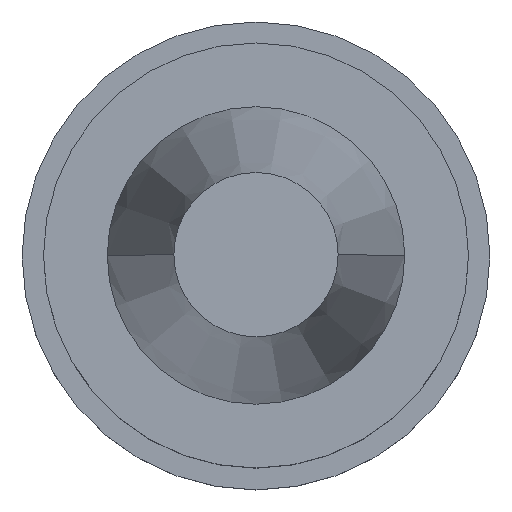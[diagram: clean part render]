
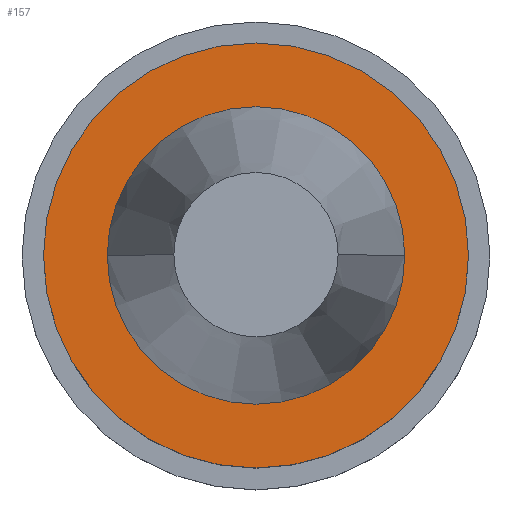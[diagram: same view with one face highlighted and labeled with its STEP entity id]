
A CAD part, top view. The second image highlights one B-rep face of the part: STEP entity #157.
In plain terms, the highlighted planar face has unit normal (0, 0, 1).
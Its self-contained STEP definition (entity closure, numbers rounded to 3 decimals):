
#10 = DIRECTION ( 'NONE',  ( 0., 0., 1. ) ) ;
#37 = CARTESIAN_POINT ( 'NONE',  ( 0., 0., -1. ) ) ;
#48 = AXIS2_PLACEMENT_3D ( 'NONE', #124, #686, #210 ) ;
#87 = CIRCLE ( 'NONE', #443, 22.225 ) ;
#112 = FACE_BOUND ( 'NONE', #303, .T. ) ;
#124 = CARTESIAN_POINT ( 'NONE',  ( 0., 31.75, -1. ) ) ;
#157 = ADVANCED_FACE ( 'NONE', ( #112, #690 ), #876, .F. ) ;
#165 = CARTESIAN_POINT ( 'NONE',  ( 0., 0., -1. ) ) ;
#208 = EDGE_CURVE ( 'NONE', #806, #953, #680, .T. ) ;
#210 = DIRECTION ( 'NONE',  ( -1., 0., 0. ) ) ;
#261 = EDGE_CURVE ( 'NONE', #694, #442, #271, .T. ) ;
#271 = CIRCLE ( 'NONE', #885, 22.225 ) ;
#274 = DIRECTION ( 'NONE',  ( 0., 0., 1. ) ) ;
#303 = EDGE_LOOP ( 'NONE', ( #391, #471 ) ) ;
#391 = ORIENTED_EDGE ( 'NONE', *, *, #261, .F. ) ;
#442 = VERTEX_POINT ( 'NONE', #467 ) ;
#443 = AXIS2_PLACEMENT_3D ( 'NONE', #165, #493, #829 ) ;
#462 = EDGE_CURVE ( 'NONE', #442, #694, #87, .T. ) ;
#467 = CARTESIAN_POINT ( 'NONE',  ( -22.225, 0., -1. ) ) ;
#471 = ORIENTED_EDGE ( 'NONE', *, *, #462, .F. ) ;
#493 = DIRECTION ( 'NONE',  ( 0., 0., 1. ) ) ;
#680 = CIRCLE ( 'NONE', #848, 31.75 ) ;
#686 = DIRECTION ( 'NONE',  ( 0., 0., -1. ) ) ;
#690 = FACE_OUTER_BOUND ( 'NONE', #995, .T. ) ;
#694 = VERTEX_POINT ( 'NONE', #715 ) ;
#715 = CARTESIAN_POINT ( 'NONE',  ( 22.225, 0., -1. ) ) ;
#733 = CARTESIAN_POINT ( 'NONE',  ( 31.75, 0., -1. ) ) ;
#740 = CIRCLE ( 'NONE', #890, 31.75 ) ;
#766 = CARTESIAN_POINT ( 'NONE',  ( 0., 0., -1. ) ) ;
#800 = EDGE_CURVE ( 'NONE', #953, #806, #740, .T. ) ;
#806 = VERTEX_POINT ( 'NONE', #733 ) ;
#829 = DIRECTION ( 'NONE',  ( 1., 0., 0. ) ) ;
#848 = AXIS2_PLACEMENT_3D ( 'NONE', #37, #944, #1029 ) ;
#863 = CARTESIAN_POINT ( 'NONE',  ( 0., 0., -1. ) ) ;
#864 = DIRECTION ( 'NONE',  ( 1., 0., 0. ) ) ;
#873 = ORIENTED_EDGE ( 'NONE', *, *, #208, .T. ) ;
#876 = PLANE ( 'NONE',  #48 ) ;
#885 = AXIS2_PLACEMENT_3D ( 'NONE', #766, #274, #864 ) ;
#890 = AXIS2_PLACEMENT_3D ( 'NONE', #863, #10, #1009 ) ;
#944 = DIRECTION ( 'NONE',  ( 0., 0., 1. ) ) ;
#953 = VERTEX_POINT ( 'NONE', #1081 ) ;
#995 = EDGE_LOOP ( 'NONE', ( #873, #1035 ) ) ;
#1009 = DIRECTION ( 'NONE',  ( 1., 0., 0. ) ) ;
#1029 = DIRECTION ( 'NONE',  ( 1., 0., 0. ) ) ;
#1035 = ORIENTED_EDGE ( 'NONE', *, *, #800, .T. ) ;
#1081 = CARTESIAN_POINT ( 'NONE',  ( -31.75, 0., -1. ) ) ;
